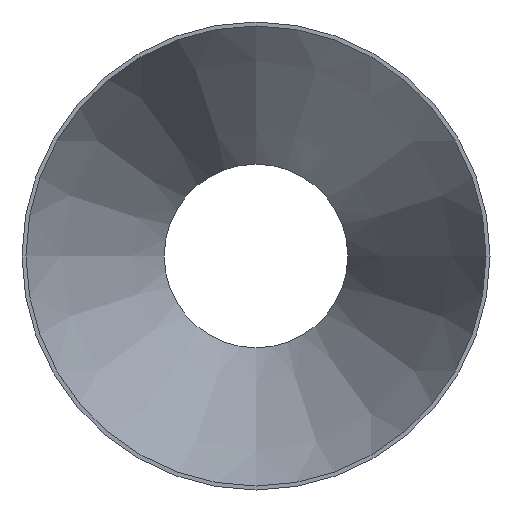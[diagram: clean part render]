
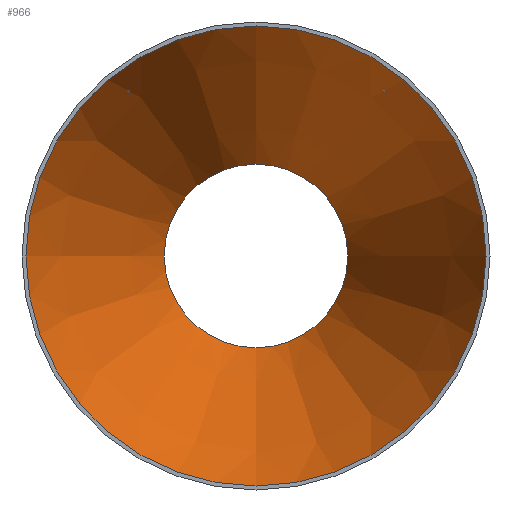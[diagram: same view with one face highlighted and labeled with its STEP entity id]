
A CAD part, front view. The second image highlights one B-rep face of the part: STEP entity #966.
In plain terms, the highlighted conical face has half-angle 22.848 degrees and reference radius 124.83 mm.
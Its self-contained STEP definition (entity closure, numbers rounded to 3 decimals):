
#512 = DIRECTION ( 'NONE',  ( 0., 0., -1. ) ) ;
#966 = ADVANCED_FACE ( 'NONE', ( #2601, #2887 ), #17160, .F. ) ;
#2601 = FACE_BOUND ( 'NONE', #29065, .T. ) ;
#2887 = FACE_OUTER_BOUND ( 'NONE', #17250, .T. ) ;
#6123 = DIRECTION ( 'NONE',  ( 0., 0., -1. ) ) ;
#6481 = EDGE_CURVE ( 'NONE', #15484, #15484, #8161, .T. ) ;
#8161 = CIRCLE ( 'NONE', #23370, 49.83 ) ;
#9436 = DIRECTION ( 'NONE',  ( 0., -1., 0. ) ) ;
#9446 = VERTEX_POINT ( 'NONE', #9880 ) ;
#9803 = EDGE_CURVE ( 'NONE', #9446, #9446, #19480, .T. ) ;
#9880 = CARTESIAN_POINT ( 'NONE',  ( 0., 0., -124.83 ) ) ;
#10894 = DIRECTION ( 'NONE',  ( 0., -1., 0. ) ) ;
#12657 = ORIENTED_EDGE ( 'NONE', *, *, #9803, .T. ) ;
#13136 = CARTESIAN_POINT ( 'NONE',  ( 0., 0., 0. ) ) ;
#15484 = VERTEX_POINT ( 'NONE', #24702 ) ;
#17160 = CONICAL_SURFACE ( 'NONE', #17631, 124.83, 0.399 ) ;
#17250 = EDGE_LOOP ( 'NONE', ( #12657 ) ) ;
#17631 = AXIS2_PLACEMENT_3D ( 'NONE', #20931, #9436, #512 ) ;
#19480 = CIRCLE ( 'NONE', #22822, 124.83 ) ;
#20006 = DIRECTION ( 'NONE',  ( 0., 0., -1. ) ) ;
#20931 = CARTESIAN_POINT ( 'NONE',  ( 0., 0., 0. ) ) ;
#21443 = ORIENTED_EDGE ( 'NONE', *, *, #6481, .F. ) ;
#21803 = CARTESIAN_POINT ( 'NONE',  ( 0., 178., 0. ) ) ;
#22822 = AXIS2_PLACEMENT_3D ( 'NONE', #13136, #26654, #6123 ) ;
#23370 = AXIS2_PLACEMENT_3D ( 'NONE', #21803, #10894, #20006 ) ;
#24702 = CARTESIAN_POINT ( 'NONE',  ( 0., 178., -49.83 ) ) ;
#26654 = DIRECTION ( 'NONE',  ( 0., -1., 0. ) ) ;
#29065 = EDGE_LOOP ( 'NONE', ( #21443 ) ) ;
